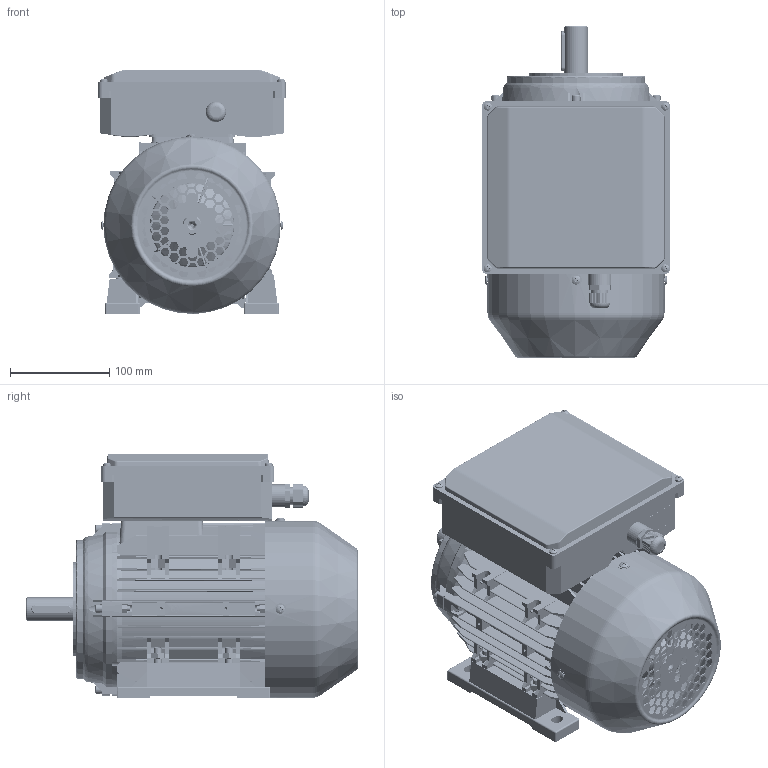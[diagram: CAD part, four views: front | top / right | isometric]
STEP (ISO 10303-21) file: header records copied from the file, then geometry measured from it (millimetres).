
FILE_DESCRIPTION (( 'STEP AP203' ), '1' );
FILE_NAME ('JEML 90L B34 big.STEP', '2024-11-28T06:25:52', ( '' ), ( '' ), 'SwSTEP 2.0', 'SolidWorks 2016', '' );
FILE_SCHEMA (( 'CONFIG_CONTROL_DESIGN' ));
Length unit declared in the file: millimetre
Products named in the file (35): 諉華蹟隊 M5X6-6  H type-C_GB_CROSS_SCREWS_TYPE1 M5X10-10  H type-C; MY80-100 出线螺套橡胶塞; 6205粣創; JEML 90F 樓湮; spring lock washers--normal type gb_GB_FASTENER_WASHER_SW 5; hexagon nuts grade c gb_GB_FASTENER_NUT_SNC1 M5-C; 菁褐粟銅菜 8_GB_FASTENER_WASHER_SW 8; PG11堤盄蹟杶奻; 萇赽燭陑羲壽; ヶ裔蹟隊 M8X25-C_GB_FASTENER_SCREWS_HSHCS M8X25-C; plain parallel keys_GB_CONNECTING_PIECE_KEYS_CSK 8X40; JE3-90 粣; PG11堤盄蹟杶狟; MS80-90諉盄啣; 奻裔攫芛蹟隊M4X16-16  H type-C_GB_CROSS_SCREWS_TYPE1 M4X16-16  H type-C; 傷裔蹟譫 M8-C_GB_FASTENER_NUT_STNAB M8-C; PG11; cross recessed pan head screws gb_GB_CROSS_SCREWS_TYPE1 M5X12-12  H type-N; hexagon socket head cap screws gb_GB_FASTENER_SCREWS_HSHCS M5X30-C; 25×37×7油封; 电容45x100; cross recessed pan head screws gb_GB_CROSS_SCREWS_TYPE1 M4X12-12  H type-N; JE3-90傷裔B14; JEML 90L B34 big; 揤盄啣; MY80-100狟裔蝶菜; 攫芛坋趼蹟隊M4X10-10  H type-C_GB_CROSS_SCREWS_TYPE1 M4X16-16  H type-C; 电容42x80; je3-90L 儂褲; JE3-90瑞欶; 瑞欶蹟隊M4X6-6  H type-C_GB_CROSS_SCREWS_TYPE1 M5X10-10  H type-C; JE3-90 B3綴 H(zz); 电容压板60; JE3-90L菁褐; Y2-80 瑞珔
Assembly tree (78 placements, depth 3):
  JEML 90L B34 big
    萇赽燭陑羲壽
    je3-90L 儂褲
    MS80-90諉盄啣
    奻裔攫芛蹟隊M4X16-16  H type-C_GB_CROSS_SCREWS_TYPE1 M4X16-16  H type-C
    攫芛坋趼蹟隊M4X10-10  H type-C_GB_CROSS_SCREWS_TYPE1 M4X16-16  H type-C  x7
    揤盄啣
    JEML 90F 樓湮
    电容45x100
    电容42x80
    电容压板60
    JE3-90 B3綴 H(zz)
    JE3-90傷裔B14
    6205粣創  x2
    JE3-90 粣
    JE3-90瑞欶
    JE3-90L菁褐  x2
    cross recessed pan head screws gb_GB_CROSS_SCREWS_TYPE1 M5X12-12  H type-N  x4
    cross recessed pan head screws gb_GB_CROSS_SCREWS_TYPE1 M4X12-12  H type-N
    諉華蹟隊 M5X6-6  H type-C_GB_CROSS_SCREWS_TYPE1 M5X10-10  H type-C
    hexagon socket head cap screws gb_GB_FASTENER_SCREWS_HSHCS M5X30-C  x8
    hexagon nuts grade c gb_GB_FASTENER_NUT_SNC1 M5-C  x8
    spring lock washers--normal type gb_GB_FASTENER_WASHER_SW 5  x8
    瑞欶蹟隊M4X6-6  H type-C_GB_CROSS_SCREWS_TYPE1 M5X10-10  H type-C  x3
    PG11
      PG11堤盄蹟杶狟
      PG11堤盄蹟杶奻
      MY80-100 出线螺套橡胶塞
    25×37×7油封  x2
    ヶ裔蹟隊 M8X25-C_GB_FASTENER_SCREWS_HSHCS M8X25-C  x4
    傷裔蹟譫 M8-C_GB_FASTENER_NUT_STNAB M8-C  x4
    菁褐粟銅菜 8_GB_FASTENER_WASHER_SW 8  x4
    Y2-80 瑞珔
    MY80-100狟裔蝶菜
    plain parallel keys_GB_CONNECTING_PIECE_KEYS_CSK 8X40
Bounding box: 189 x 333.99 x 247 mm (x, y, z)
Volume: 1938796.1 mm3; surface area: 1084723 mm2
Topology: 86 solids, 89 shells, 6860 faces, 18519 edges, 12065 vertices
Faces by surface type: plane 3742, cylinder 1654, bspline 725, cone 323, torus 214, sphere 202
Entity records: 238316 total; most frequent: CARTESIAN_POINT 93919, ORIENTED_EDGE 31142, DIRECTION 25564, EDGE_CURVE 15571, VERTEX_POINT 10215, VECTOR 9644, LINE 9644, AXIS2_PLACEMENT_3D 7960
